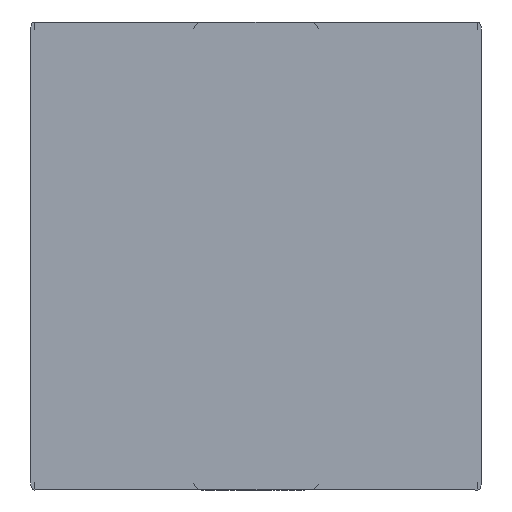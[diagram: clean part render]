
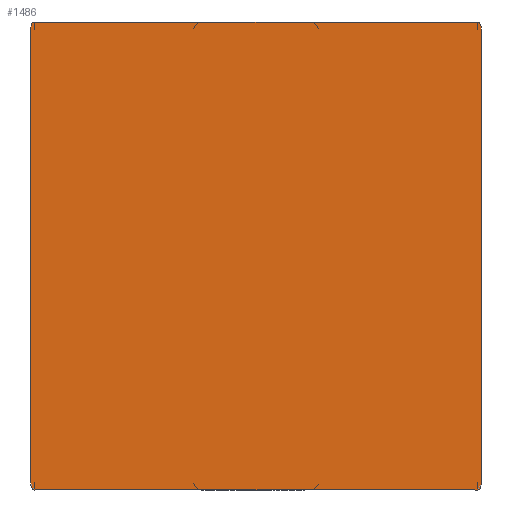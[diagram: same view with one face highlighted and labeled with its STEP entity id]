
A CAD part, front view. The second image highlights one B-rep face of the part: STEP entity #1486.
In plain terms, the highlighted planar face has unit normal (0, -1, 0).
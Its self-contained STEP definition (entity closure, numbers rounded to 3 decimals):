
#37=B_SPLINE_CURVE_WITH_KNOTS('',3,(#2398,#2399,#2400,#2401,#2402,#2403,
#2404,#2405,#2406,#2407,#2408,#2409),.UNSPECIFIED.,.F.,.F.,(4,2,2,2,2,4),
(0.327,0.368,0.399,0.42,
0.428,0.435),.UNSPECIFIED.);
#38=B_SPLINE_CURVE_WITH_KNOTS('',3,(#2413,#2414,#2415,#2416,#2417,#2418,
#2419,#2420,#2421,#2422,#2423,#2424),.UNSPECIFIED.,.F.,.F.,(4,2,2,2,2,4),
(0.435,0.442,0.45,0.471,
0.502,0.543),.UNSPECIFIED.);
#41=B_SPLINE_CURVE_WITH_KNOTS('',3,(#2447,#2448,#2449,#2450,#2451,#2452,
#2453,#2454,#2455,#2456,#2457,#2458),.UNSPECIFIED.,.F.,.F.,(4,2,2,2,2,4),
(0.435,0.442,0.45,0.471,
0.502,0.543),.UNSPECIFIED.);
#42=B_SPLINE_CURVE_WITH_KNOTS('',3,(#2462,#2463,#2464,#2465,#2466,#2467,
#2468,#2469,#2470,#2471,#2472,#2473),.UNSPECIFIED.,.F.,.F.,(4,2,2,2,2,4),
(0.327,0.368,0.399,0.42,
0.428,0.435),.UNSPECIFIED.);
#83=PLANE('',#1643);
#147=FACE_OUTER_BOUND('',#228,.T.);
#228=EDGE_LOOP('',(#1161,#1162,#1163,#1164,#1165,#1166,#1167,#1168,#1169,
#1170,#1171,#1172));
#365=LINE('',#2428,#490);
#366=LINE('',#2443,#491);
#367=LINE('',#2477,#492);
#368=LINE('',#2478,#493);
#369=LINE('',#2479,#494);
#370=LINE('',#2481,#495);
#371=LINE('',#2482,#496);
#372=LINE('',#2483,#497);
#490=VECTOR('',#1979,10.);
#491=VECTOR('',#1982,10.);
#492=VECTOR('',#1991,10.);
#493=VECTOR('',#1992,10.);
#494=VECTOR('',#1993,10.);
#495=VECTOR('',#1994,10.);
#496=VECTOR('',#1995,10.);
#497=VECTOR('',#1996,10.);
#694=VERTEX_POINT('',#2396);
#695=VERTEX_POINT('',#2397);
#696=VERTEX_POINT('',#2410);
#697=VERTEX_POINT('',#2412);
#698=VERTEX_POINT('',#2427);
#701=VERTEX_POINT('',#2437);
#702=VERTEX_POINT('',#2445);
#703=VERTEX_POINT('',#2446);
#704=VERTEX_POINT('',#2459);
#705=VERTEX_POINT('',#2461);
#706=VERTEX_POINT('',#2476);
#707=VERTEX_POINT('',#2480);
#881=EDGE_CURVE('',#694,#695,#37,.T.);
#883=EDGE_CURVE('',#696,#697,#38,.T.);
#885=EDGE_CURVE('',#695,#698,#365,.T.);
#889=EDGE_CURVE('',#696,#701,#366,.T.);
#890=EDGE_CURVE('',#702,#703,#41,.T.);
#892=EDGE_CURVE('',#704,#705,#42,.T.);
#894=EDGE_CURVE('',#701,#706,#367,.T.);
#895=EDGE_CURVE('',#706,#705,#368,.T.);
#896=EDGE_CURVE('',#703,#704,#369,.T.);
#897=EDGE_CURVE('',#707,#702,#370,.T.);
#898=EDGE_CURVE('',#698,#707,#371,.T.);
#899=EDGE_CURVE('',#694,#697,#372,.T.);
#1161=ORIENTED_EDGE('',*,*,#883,.F.);
#1162=ORIENTED_EDGE('',*,*,#889,.T.);
#1163=ORIENTED_EDGE('',*,*,#894,.T.);
#1164=ORIENTED_EDGE('',*,*,#895,.T.);
#1165=ORIENTED_EDGE('',*,*,#892,.F.);
#1166=ORIENTED_EDGE('',*,*,#896,.F.);
#1167=ORIENTED_EDGE('',*,*,#890,.F.);
#1168=ORIENTED_EDGE('',*,*,#897,.F.);
#1169=ORIENTED_EDGE('',*,*,#898,.F.);
#1170=ORIENTED_EDGE('',*,*,#885,.F.);
#1171=ORIENTED_EDGE('',*,*,#881,.F.);
#1172=ORIENTED_EDGE('',*,*,#899,.T.);
#1486=ADVANCED_FACE('',(#147),#83,.T.);
#1643=AXIS2_PLACEMENT_3D('',#2475,#1989,#1990);
#1979=DIRECTION('',(1.,0.,0.));
#1982=DIRECTION('',(1.,0.,0.));
#1989=DIRECTION('center_axis',(0.,-1.,0.));
#1990=DIRECTION('ref_axis',(0.,0.,-1.));
#1991=DIRECTION('',(1.,0.,0.));
#1992=DIRECTION('',(1.,0.,0.));
#1993=DIRECTION('',(0.,0.,-1.));
#1994=DIRECTION('',(1.,0.,0.));
#1995=DIRECTION('',(1.,0.,0.));
#1996=DIRECTION('',(0.,0.,-1.));
#2396=CARTESIAN_POINT('',(-26.,0.,-0.927));
#2397=CARTESIAN_POINT('',(-25.5,0.,0.));
#2398=CARTESIAN_POINT('Ctrl Pts',(-26.,0.,-0.927));
#2399=CARTESIAN_POINT('Ctrl Pts',(-26.,0.,-0.789));
#2400=CARTESIAN_POINT('Ctrl Pts',(-25.98,0.,
-0.625));
#2401=CARTESIAN_POINT('Ctrl Pts',(-25.915,0.,
-0.394));
#2402=CARTESIAN_POINT('Ctrl Pts',(-25.867,0.,
-0.281));
#2403=CARTESIAN_POINT('Ctrl Pts',(-25.77,0.,
-0.14));
#2404=CARTESIAN_POINT('Ctrl Pts',(-25.712,0.,
-0.078));
#2405=CARTESIAN_POINT('Ctrl Pts',(-25.629,0.,
-0.03));
#2406=CARTESIAN_POINT('Ctrl Pts',(-25.6,0.,
-0.017));
#2407=CARTESIAN_POINT('Ctrl Pts',(-25.552,0.,
-0.004));
#2408=CARTESIAN_POINT('Ctrl Pts',(-25.524,0.,
0.));
#2409=CARTESIAN_POINT('Ctrl Pts',(-25.5,0.,0.));
#2410=CARTESIAN_POINT('',(-25.5,0.,-60.));
#2412=CARTESIAN_POINT('',(-26.,0.,-59.073));
#2413=CARTESIAN_POINT('Ctrl Pts',(-25.5,0.,-60.));
#2414=CARTESIAN_POINT('Ctrl Pts',(-25.524,0.,
-60.));
#2415=CARTESIAN_POINT('Ctrl Pts',(-25.552,0.,
-59.996));
#2416=CARTESIAN_POINT('Ctrl Pts',(-25.6,0.,
-59.983));
#2417=CARTESIAN_POINT('Ctrl Pts',(-25.629,0.,
-59.97));
#2418=CARTESIAN_POINT('Ctrl Pts',(-25.712,0.,
-59.922));
#2419=CARTESIAN_POINT('Ctrl Pts',(-25.77,0.,
-59.86));
#2420=CARTESIAN_POINT('Ctrl Pts',(-25.867,0.,
-59.719));
#2421=CARTESIAN_POINT('Ctrl Pts',(-25.915,0.,
-59.606));
#2422=CARTESIAN_POINT('Ctrl Pts',(-25.98,0.,
-59.375));
#2423=CARTESIAN_POINT('Ctrl Pts',(-26.,0.,-59.211));
#2424=CARTESIAN_POINT('Ctrl Pts',(-26.,0.,-59.073));
#2427=CARTESIAN_POINT('',(-4.545,0.,0.));
#2428=CARTESIAN_POINT('',(0.,0.,0.));
#2437=CARTESIAN_POINT('',(-4.545,0.,-60.));
#2443=CARTESIAN_POINT('',(0.,0.,-60.));
#2445=CARTESIAN_POINT('',(31.3,0.,0.));
#2446=CARTESIAN_POINT('',(31.8,0.,-0.927));
#2447=CARTESIAN_POINT('Ctrl Pts',(31.3,0.,0.));
#2448=CARTESIAN_POINT('Ctrl Pts',(31.324,0.,
0.));
#2449=CARTESIAN_POINT('Ctrl Pts',(31.352,0.,
-0.004));
#2450=CARTESIAN_POINT('Ctrl Pts',(31.4,0.,
-0.017));
#2451=CARTESIAN_POINT('Ctrl Pts',(31.429,0.,
-0.03));
#2452=CARTESIAN_POINT('Ctrl Pts',(31.512,0.,
-0.078));
#2453=CARTESIAN_POINT('Ctrl Pts',(31.57,0.,
-0.14));
#2454=CARTESIAN_POINT('Ctrl Pts',(31.667,0.,
-0.281));
#2455=CARTESIAN_POINT('Ctrl Pts',(31.715,0.,
-0.394));
#2456=CARTESIAN_POINT('Ctrl Pts',(31.78,0.,
-0.625));
#2457=CARTESIAN_POINT('Ctrl Pts',(31.8,0.,-0.789));
#2458=CARTESIAN_POINT('Ctrl Pts',(31.8,0.,-0.927));
#2459=CARTESIAN_POINT('',(31.8,0.,-59.073));
#2461=CARTESIAN_POINT('',(31.3,0.,-60.));
#2462=CARTESIAN_POINT('Ctrl Pts',(31.8,0.,-59.073));
#2463=CARTESIAN_POINT('Ctrl Pts',(31.8,0.,-59.211));
#2464=CARTESIAN_POINT('Ctrl Pts',(31.78,0.,
-59.375));
#2465=CARTESIAN_POINT('Ctrl Pts',(31.715,0.,
-59.606));
#2466=CARTESIAN_POINT('Ctrl Pts',(31.667,0.,
-59.719));
#2467=CARTESIAN_POINT('Ctrl Pts',(31.57,0.,
-59.86));
#2468=CARTESIAN_POINT('Ctrl Pts',(31.512,0.,
-59.922));
#2469=CARTESIAN_POINT('Ctrl Pts',(31.429,0.,
-59.97));
#2470=CARTESIAN_POINT('Ctrl Pts',(31.4,0.,
-59.983));
#2471=CARTESIAN_POINT('Ctrl Pts',(31.352,0.,
-59.996));
#2472=CARTESIAN_POINT('Ctrl Pts',(31.324,0.,
-60.));
#2473=CARTESIAN_POINT('Ctrl Pts',(31.3,0.,-60.));
#2475=CARTESIAN_POINT('Origin',(0.,0.,0.));
#2476=CARTESIAN_POINT('',(10.345,0.,-60.));
#2477=CARTESIAN_POINT('',(0.,0.,-60.));
#2478=CARTESIAN_POINT('',(0.,0.,-60.));
#2479=CARTESIAN_POINT('',(31.8,0.,0.));
#2480=CARTESIAN_POINT('',(10.345,0.,0.));
#2481=CARTESIAN_POINT('',(0.,0.,0.));
#2482=CARTESIAN_POINT('',(0.,0.,0.));
#2483=CARTESIAN_POINT('',(-26.,0.,0.));
